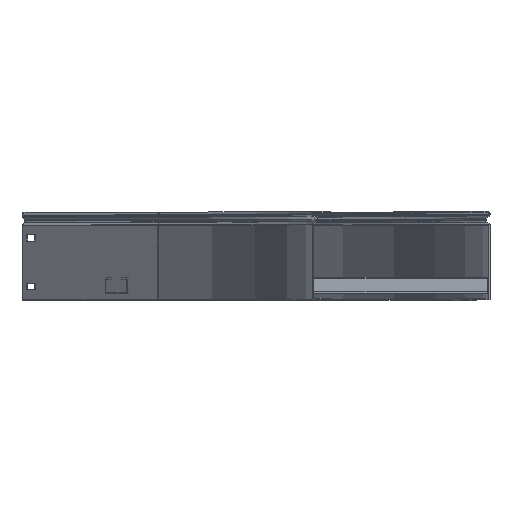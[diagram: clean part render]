
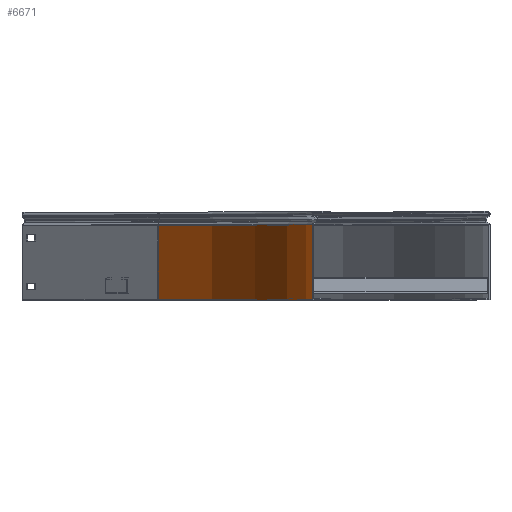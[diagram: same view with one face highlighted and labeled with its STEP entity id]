
A CAD part, top view. The second image highlights one B-rep face of the part: STEP entity #6671.
In plain terms, the highlighted cylindrical face has radius 600 mm (diameter 1200 mm), a partial arc.
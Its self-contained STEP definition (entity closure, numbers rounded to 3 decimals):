
#216 = LINE ( 'NONE', #6243, #4912 ) ;
#458 = CARTESIAN_POINT ( 'NONE',  ( 424.264, 0., -424.264 ) ) ;
#586 = CARTESIAN_POINT ( 'NONE',  ( 0., 0., 0. ) ) ;
#847 = VERTEX_POINT ( 'NONE', #3564 ) ;
#982 = LINE ( 'NONE', #2997, #4355 ) ;
#1262 = DIRECTION ( 'NONE',  ( 1., 0., 0. ) ) ;
#1787 = EDGE_CURVE ( 'NONE', #3607, #847, #7404, .T. ) ;
#1901 = AXIS2_PLACEMENT_3D ( 'NONE', #2899, #3503, #6574 ) ;
#2265 = ORIENTED_EDGE ( 'NONE', *, *, #7631, .F. ) ;
#2651 = DIRECTION ( 'NONE',  ( 0., 1., 0. ) ) ;
#2687 = ORIENTED_EDGE ( 'NONE', *, *, #5769, .T. ) ;
#2729 = ORIENTED_EDGE ( 'NONE', *, *, #7233, .T. ) ;
#2899 = CARTESIAN_POINT ( 'NONE',  ( 0., 0., 0. ) ) ;
#2997 = CARTESIAN_POINT ( 'NONE',  ( 424.264, 2.2, -424.264 ) ) ;
#2999 = DIRECTION ( 'NONE',  ( 0., -1., 0. ) ) ;
#3359 = VERTEX_POINT ( 'NONE', #5001 ) ;
#3503 = DIRECTION ( 'NONE',  ( 0., 1., 0. ) ) ;
#3564 = CARTESIAN_POINT ( 'NONE',  ( 600., 0., 0. ) ) ;
#3607 = VERTEX_POINT ( 'NONE', #458 ) ;
#3654 = DIRECTION ( 'NONE',  ( 0., 1., 0. ) ) ;
#4355 = VECTOR ( 'NONE', #3654, 1000. ) ;
#4404 = CARTESIAN_POINT ( 'NONE',  ( 0., 85.525, 0. ) ) ;
#4823 = VERTEX_POINT ( 'NONE', #6548 ) ;
#4912 = VECTOR ( 'NONE', #2651, 1000. ) ;
#5001 = CARTESIAN_POINT ( 'NONE',  ( 424.264, 85.525, -424.264 ) ) ;
#5500 = ORIENTED_EDGE ( 'NONE', *, *, #1787, .T. ) ;
#5769 = EDGE_CURVE ( 'NONE', #847, #4823, #216, .T. ) ;
#6087 = DIRECTION ( 'NONE',  ( 0., 0., 1. ) ) ;
#6108 = EDGE_LOOP ( 'NONE', ( #2687, #2729, #2265, #5500 ) ) ;
#6120 = CIRCLE ( 'NONE', #7062, 600. ) ;
#6243 = CARTESIAN_POINT ( 'NONE',  ( 600., 2.2, 0. ) ) ;
#6408 = FACE_OUTER_BOUND ( 'NONE', #6108, .T. ) ;
#6548 = CARTESIAN_POINT ( 'NONE',  ( 600., 85.525, 0. ) ) ;
#6574 = DIRECTION ( 'NONE',  ( 0., 0., 1. ) ) ;
#6671 = ADVANCED_FACE ( 'NONE', ( #6408 ), #6902, .F. ) ;
#6902 = CYLINDRICAL_SURFACE ( 'NONE', #1901, 600. ) ;
#7062 = AXIS2_PLACEMENT_3D ( 'NONE', #4404, #7416, #6087 ) ;
#7233 = EDGE_CURVE ( 'NONE', #4823, #3359, #6120, .T. ) ;
#7404 = CIRCLE ( 'NONE', #7745, 600. ) ;
#7416 = DIRECTION ( 'NONE',  ( 0., 1., 0. ) ) ;
#7631 = EDGE_CURVE ( 'NONE', #3607, #3359, #982, .T. ) ;
#7745 = AXIS2_PLACEMENT_3D ( 'NONE', #586, #2999, #1262 ) ;
